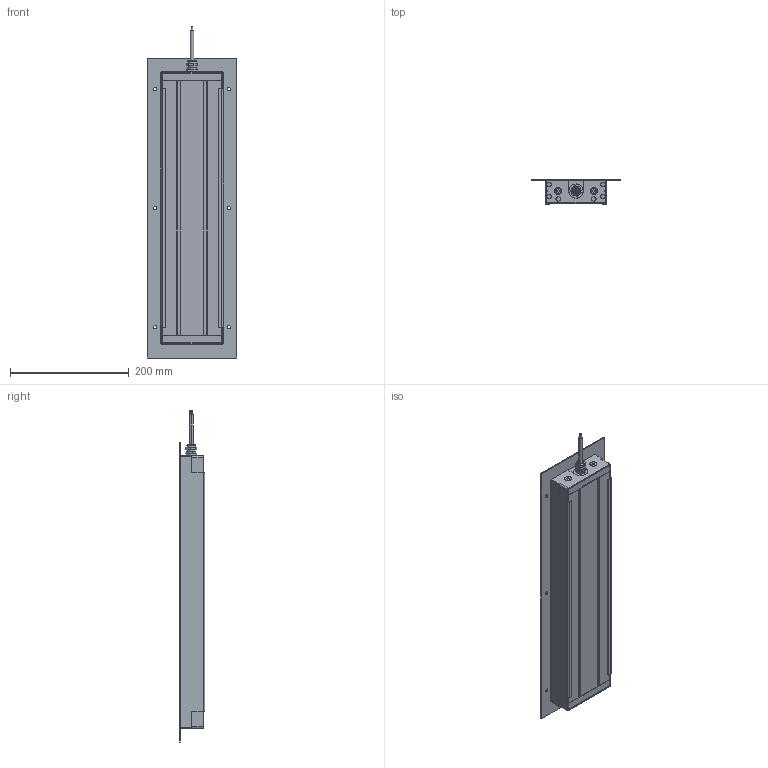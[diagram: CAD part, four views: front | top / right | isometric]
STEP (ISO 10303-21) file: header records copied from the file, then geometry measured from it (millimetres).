
FILE_DESCRIPTION (( 'STEP AP203' ), '1' );
FILE_NAME ('HN0321S0304.step', '2021-06-09T14:38:45', ( '' ), ( '' ), 'SwSTEP 2.0', 'SolidWorks 2021', '' );
FILE_SCHEMA (( 'CONFIG_CONTROL_DESIGN' ));
Length unit declared in the file: millimetre
Products named in the file (1): HN0321S0304
Bounding box: 150 x 42.5 x 558 mm (x, y, z)
Volume: 786398.7 mm3; surface area: 545736.4 mm2
Topology: 25 solids, 25 shells, 1179 faces, 3039 edges, 1928 vertices
Faces by surface type: plane 548, cylinder 415, cone 158, torus 58
Entity records: 35662 total; most frequent: DIRECTION 6351, CARTESIAN_POINT 6299, ORIENTED_EDGE 5998, EDGE_CURVE 2999, AXIS2_PLACEMENT_3D 2268, VERTEX_POINT 1928, LINE 1815, VECTOR 1815
